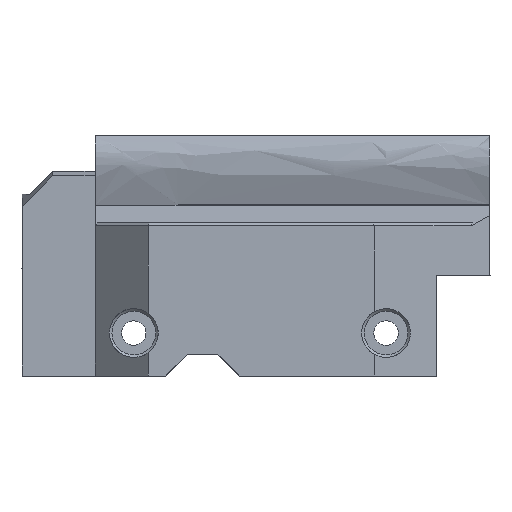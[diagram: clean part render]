
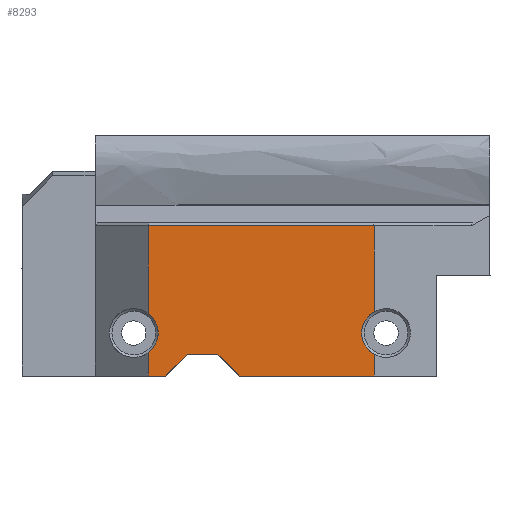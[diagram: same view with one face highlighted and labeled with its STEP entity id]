
A CAD part, left-side view. The second image highlights one B-rep face of the part: STEP entity #8293.
In plain terms, the highlighted planar face has unit normal (-1, 0, 0).
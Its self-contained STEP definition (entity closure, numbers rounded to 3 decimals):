
#712=PLANE('',#8833);
#875=FACE_OUTER_BOUND('',#1358,.T.);
#1358=EDGE_LOOP('',(#5536,#5537,#5538,#5539,#5540,#5541,#5542,#5543,#5544,
#5545,#5546,#5547,#5548));
#2003=LINE('',#11683,#2498);
#2005=LINE('',#11689,#2500);
#2006=LINE('',#11691,#2501);
#2007=LINE('',#11695,#2502);
#2008=LINE('',#11697,#2503);
#2009=LINE('',#11698,#2504);
#2010=LINE('',#11700,#2505);
#2011=LINE('',#11702,#2506);
#2012=LINE('',#11704,#2507);
#2013=LINE('',#11709,#2508);
#2498=VECTOR('',#9626,10.);
#2500=VECTOR('',#9632,10.);
#2501=VECTOR('',#9633,10.);
#2502=VECTOR('',#9636,10.);
#2503=VECTOR('',#9637,10.);
#2504=VECTOR('',#9638,10.);
#2505=VECTOR('',#9639,10.);
#2506=VECTOR('',#9640,10.);
#2507=VECTOR('',#9641,10.);
#2508=VECTOR('',#9646,10.);
#2995=CIRCLE('',#8834,3.4);
#2996=CIRCLE('',#8835,3.4);
#2997=CIRCLE('',#8836,3.4);
#3324=VERTEX_POINT('',#11680);
#3325=VERTEX_POINT('',#11682);
#3326=VERTEX_POINT('',#11687);
#3327=VERTEX_POINT('',#11688);
#3328=VERTEX_POINT('',#11690);
#3329=VERTEX_POINT('',#11692);
#3330=VERTEX_POINT('',#11694);
#3331=VERTEX_POINT('',#11696);
#3332=VERTEX_POINT('',#11699);
#3333=VERTEX_POINT('',#11701);
#3334=VERTEX_POINT('',#11703);
#3335=VERTEX_POINT('',#11705);
#3336=VERTEX_POINT('',#11707);
#4199=EDGE_CURVE('',#3325,#3324,#2003,.F.);
#4201=EDGE_CURVE('',#3326,#3327,#2005,.T.);
#4202=EDGE_CURVE('',#3328,#3326,#2006,.T.);
#4203=EDGE_CURVE('',#3328,#3329,#2995,.T.);
#4204=EDGE_CURVE('',#3330,#3329,#2007,.T.);
#4205=EDGE_CURVE('',#3330,#3331,#2008,.T.);
#4206=EDGE_CURVE('',#3331,#3325,#2009,.F.);
#4207=EDGE_CURVE('',#3324,#3332,#2010,.F.);
#4208=EDGE_CURVE('',#3332,#3333,#2011,.T.);
#4209=EDGE_CURVE('',#3334,#3333,#2012,.T.);
#4210=EDGE_CURVE('',#3334,#3335,#2996,.T.);
#4211=EDGE_CURVE('',#3335,#3336,#2997,.T.);
#4212=EDGE_CURVE('',#3327,#3336,#2013,.T.);
#5536=ORIENTED_EDGE('',*,*,#4201,.F.);
#5537=ORIENTED_EDGE('',*,*,#4202,.F.);
#5538=ORIENTED_EDGE('',*,*,#4203,.T.);
#5539=ORIENTED_EDGE('',*,*,#4204,.F.);
#5540=ORIENTED_EDGE('',*,*,#4205,.T.);
#5541=ORIENTED_EDGE('',*,*,#4206,.T.);
#5542=ORIENTED_EDGE('',*,*,#4199,.T.);
#5543=ORIENTED_EDGE('',*,*,#4207,.T.);
#5544=ORIENTED_EDGE('',*,*,#4208,.T.);
#5545=ORIENTED_EDGE('',*,*,#4209,.F.);
#5546=ORIENTED_EDGE('',*,*,#4210,.T.);
#5547=ORIENTED_EDGE('',*,*,#4211,.T.);
#5548=ORIENTED_EDGE('',*,*,#4212,.F.);
#8293=ADVANCED_FACE('',(#875),#712,.T.);
#8833=AXIS2_PLACEMENT_3D('',#11686,#9630,#9631);
#8834=AXIS2_PLACEMENT_3D('',#11693,#9634,#9635);
#8835=AXIS2_PLACEMENT_3D('',#11706,#9642,#9643);
#8836=AXIS2_PLACEMENT_3D('',#11708,#9644,#9645);
#9626=DIRECTION('',(0.,0.,-1.));
#9630=DIRECTION('center_axis',(-1.,0.,0.));
#9631=DIRECTION('ref_axis',(0.,0.,
1.));
#9632=DIRECTION('',(0.,0.,1.));
#9633=DIRECTION('',(0.,1.,0.));
#9634=DIRECTION('center_axis',(1.,0.,0.));
#9635=DIRECTION('ref_axis',(0.,0.,1.));
#9636=DIRECTION('',(0.,1.,0.));
#9637=DIRECTION('',(0.,0.,1.));
#9638=DIRECTION('',(0.,-0.707,-0.707));
#9639=DIRECTION('',(0.,0.707,-0.707));
#9640=DIRECTION('',(0.,0.,1.));
#9641=DIRECTION('',(0.,-1.,0.));
#9642=DIRECTION('center_axis',(1.,0.,0.));
#9643=DIRECTION('ref_axis',(0.,0.,1.));
#9644=DIRECTION('center_axis',(1.,0.,0.));
#9645=DIRECTION('ref_axis',(0.,0.,1.));
#9646=DIRECTION('',(0.,-1.,0.));
#11680=CARTESIAN_POINT('',(-46.13,6.101,-24.933));
#11682=CARTESIAN_POINT('',(-46.13,6.101,-29.216));
#11683=CARTESIAN_POINT('',(-46.13,6.101,-21.223));
#11686=CARTESIAN_POINT('Origin',(-46.13,19.804,-14.323));
#11687=CARTESIAN_POINT('',(-46.13,24.07,-34.674));
#11688=CARTESIAN_POINT('',(-46.13,24.07,-3.105));
#11689=CARTESIAN_POINT('',(-46.13,24.07,-0.649));
#11690=CARTESIAN_POINT('',(-46.13,11.851,-34.674));
#11691=CARTESIAN_POINT('',(-46.13,27.402,-34.674));
#11692=CARTESIAN_POINT('',(-46.13,6.351,-34.674));
#11693=CARTESIAN_POINT('Origin',(-46.13,9.101,-36.674));
#11694=CARTESIAN_POINT('',(-46.13,3.101,-34.674));
#11695=CARTESIAN_POINT('',(-46.13,27.402,-34.674));
#11696=CARTESIAN_POINT('',(-46.13,3.101,-32.216));
#11697=CARTESIAN_POINT('',(-46.13,3.101,-19.374));
#11698=CARTESIAN_POINT('',(-46.13,12.535,-22.782));
#11699=CARTESIAN_POINT('',(-46.13,3.101,-21.933));
#11700=CARTESIAN_POINT('',(-46.13,6.16,-24.992));
#11701=CARTESIAN_POINT('',(-46.13,3.101,-3.105));
#11702=CARTESIAN_POINT('',(-46.13,3.101,-19.374));
#11703=CARTESIAN_POINT('',(-46.13,6.118,-3.105));
#11704=CARTESIAN_POINT('',(-46.13,19.903,-3.105));
#11705=CARTESIAN_POINT('',(-46.13,9.101,-4.874));
#11706=CARTESIAN_POINT('Origin',(-46.13,9.101,-1.474));
#11707=CARTESIAN_POINT('',(-46.13,12.084,-3.105));
#11708=CARTESIAN_POINT('Origin',(-46.13,9.101,-1.474));
#11709=CARTESIAN_POINT('',(-46.13,19.903,-3.105));
